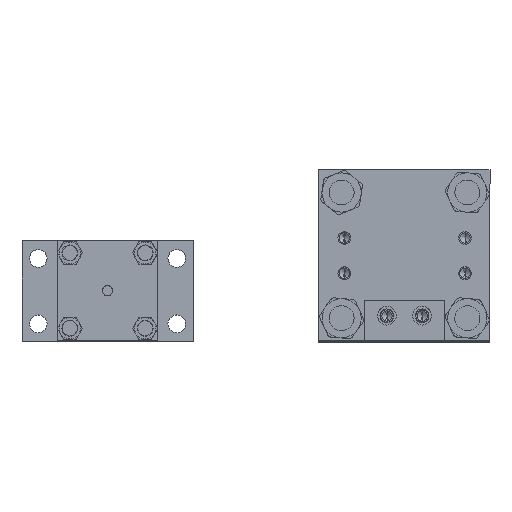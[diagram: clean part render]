
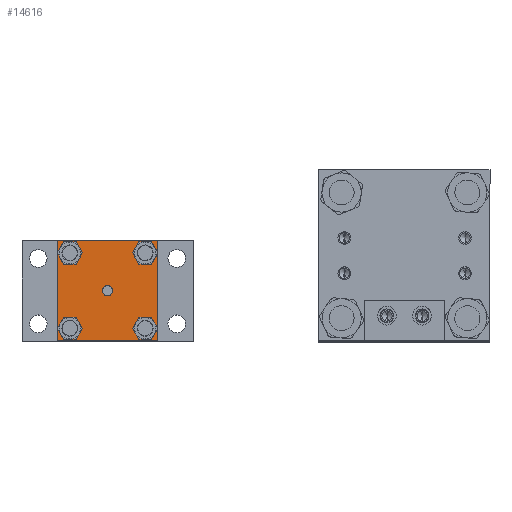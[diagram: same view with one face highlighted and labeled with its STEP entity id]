
A CAD part, top view. The second image highlights one B-rep face of the part: STEP entity #14616.
In plain terms, the highlighted planar face has unit normal (0, 0, 1).
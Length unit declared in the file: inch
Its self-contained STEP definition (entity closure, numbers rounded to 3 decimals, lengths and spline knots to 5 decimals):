
#88 = CIRCLE ( 'NONE', #11553, 0.188 ) ;
#393 = ORIENTED_EDGE ( 'NONE', *, *, #12084, .F. ) ;
#436 = VERTEX_POINT ( 'NONE', #5288 ) ;
#488 = CARTESIAN_POINT ( 'NONE',  ( 4.64946, 7.07806, 0.5 ) ) ;
#741 = DIRECTION ( 'NONE',  ( 0., 0., 1. ) ) ;
#812 = EDGE_CURVE ( 'NONE', #3464, #11168, #12486, .T. ) ;
#823 = EDGE_LOOP ( 'NONE', ( #1959, #3323 ) ) ;
#1229 = DIRECTION ( 'NONE',  ( 1., 0., 0. ) ) ;
#1260 = CARTESIAN_POINT ( 'NONE',  ( 5.89946, 9.57806, 0.5 ) ) ;
#1329 = VERTEX_POINT ( 'NONE', #11407 ) ;
#1440 = DIRECTION ( 'NONE',  ( 0., 0., 1. ) ) ;
#1492 = VERTEX_POINT ( 'NONE', #3378 ) ;
#1518 = DIRECTION ( 'NONE',  ( 1., 0., 0. ) ) ;
#1745 = VERTEX_POINT ( 'NONE', #9581 ) ;
#1760 = ORIENTED_EDGE ( 'NONE', *, *, #13803, .F. ) ;
#1959 = ORIENTED_EDGE ( 'NONE', *, *, #3646, .F. ) ;
#1993 = CIRCLE ( 'NONE', #7020, 0.188 ) ;
#2061 = ORIENTED_EDGE ( 'NONE', *, *, #812, .F. ) ;
#2065 = DIRECTION ( 'NONE',  ( 0., 0., 1. ) ) ;
#2120 = VECTOR ( 'NONE', #6214, 39.37008 ) ;
#2411 = CARTESIAN_POINT ( 'NONE',  ( 7.02246, 7.39306, 0.5 ) ) ;
#2505 = CIRCLE ( 'NONE', #3516, 0.188 ) ;
#2526 = AXIS2_PLACEMENT_3D ( 'NONE', #8520, #6183, #14702 ) ;
#2684 = CARTESIAN_POINT ( 'NONE',  ( 6.83446, 7.39306, 0.5 ) ) ;
#2701 = CIRCLE ( 'NONE', #12288, 0.188 ) ;
#2971 = DIRECTION ( 'NONE',  ( 0., -1., 0. ) ) ;
#3109 = EDGE_CURVE ( 'NONE', #11168, #3464, #7309, .T. ) ;
#3166 = CIRCLE ( 'NONE', #6996, 0.188 ) ;
#3323 = ORIENTED_EDGE ( 'NONE', *, *, #10871, .F. ) ;
#3378 = CARTESIAN_POINT ( 'NONE',  ( 4.77646, 7.39306, 0.5 ) ) ;
#3391 = LINE ( 'NONE', #8291, #4132 ) ;
#3464 = VERTEX_POINT ( 'NONE', #8719 ) ;
#3474 = ORIENTED_EDGE ( 'NONE', *, *, #4848, .F. ) ;
#3492 = AXIS2_PLACEMENT_3D ( 'NONE', #14116, #5559, #9258 ) ;
#3516 = AXIS2_PLACEMENT_3D ( 'NONE', #7625, #8847, #6295 ) ;
#3585 = DIRECTION ( 'NONE',  ( 0., 0., 1. ) ) ;
#3646 = EDGE_CURVE ( 'NONE', #9906, #10352, #3166, .T. ) ;
#3722 = DIRECTION ( 'NONE',  ( 1., 0., 0. ) ) ;
#3765 = ORIENTED_EDGE ( 'NONE', *, *, #5444, .F. ) ;
#3945 = ORIENTED_EDGE ( 'NONE', *, *, #13688, .T. ) ;
#4038 = VERTEX_POINT ( 'NONE', #2411 ) ;
#4066 = ORIENTED_EDGE ( 'NONE', *, *, #4797, .F. ) ;
#4132 = VECTOR ( 'NONE', #2971, 39.37008 ) ;
#4264 = CARTESIAN_POINT ( 'NONE',  ( 5.77291, 8.32806, 0.5 ) ) ;
#4307 = FACE_BOUND ( 'NONE', #12381, .T. ) ;
#4612 = VECTOR ( 'NONE', #3722, 39.37008 ) ;
#4743 = EDGE_CURVE ( 'NONE', #1492, #9356, #1993, .T. ) ;
#4797 = EDGE_CURVE ( 'NONE', #1329, #436, #7272, .T. ) ;
#4848 = EDGE_CURVE ( 'NONE', #1745, #11817, #13402, .T. ) ;
#4908 = AXIS2_PLACEMENT_3D ( 'NONE', #7454, #1440, #12516 ) ;
#4958 = CARTESIAN_POINT ( 'NONE',  ( 6.83446, 9.26306, 0.5 ) ) ;
#5014 = CARTESIAN_POINT ( 'NONE',  ( 4.96446, 7.39306, 0.5 ) ) ;
#5092 = DIRECTION ( 'NONE',  ( 0., 0., 1. ) ) ;
#5273 = CARTESIAN_POINT ( 'NONE',  ( 5.15246, 7.39306, 0.5 ) ) ;
#5288 = CARTESIAN_POINT ( 'NONE',  ( 4.77646, 9.26306, 0.5 ) ) ;
#5317 = PLANE ( 'NONE',  #15345 ) ;
#5444 = EDGE_CURVE ( 'NONE', #6815, #1745, #8025, .T. ) ;
#5559 = DIRECTION ( 'NONE',  ( 0., 0., 1. ) ) ;
#5632 = FACE_BOUND ( 'NONE', #9755, .T. ) ;
#5768 = DIRECTION ( 'NONE',  ( 1., 0., 0. ) ) ;
#6183 = DIRECTION ( 'NONE',  ( 0., 0., 1. ) ) ;
#6210 = CARTESIAN_POINT ( 'NONE',  ( 7.02246, 9.26306, 0.5 ) ) ;
#6214 = DIRECTION ( 'NONE',  ( 1., 0., 0. ) ) ;
#6295 = DIRECTION ( 'NONE',  ( 1., 0., 0. ) ) ;
#6520 = ORIENTED_EDGE ( 'NONE', *, *, #3109, .F. ) ;
#6815 = VERTEX_POINT ( 'NONE', #8443 ) ;
#6920 = CARTESIAN_POINT ( 'NONE',  ( 6.64646, 9.26306, 0.5 ) ) ;
#6996 = AXIS2_PLACEMENT_3D ( 'NONE', #13794, #12672, #14989 ) ;
#7020 = AXIS2_PLACEMENT_3D ( 'NONE', #5014, #8670, #14746 ) ;
#7272 = CIRCLE ( 'NONE', #4908, 0.188 ) ;
#7309 = CIRCLE ( 'NONE', #3492, 0.12655 ) ;
#7454 = CARTESIAN_POINT ( 'NONE',  ( 4.96446, 9.26306, 0.5 ) ) ;
#7503 = DIRECTION ( 'NONE',  ( 0., -1., 0. ) ) ;
#7625 = CARTESIAN_POINT ( 'NONE',  ( 6.83446, 7.39306, 0.5 ) ) ;
#7793 = EDGE_CURVE ( 'NONE', #10155, #11817, #9521, .T. ) ;
#8025 = LINE ( 'NONE', #1260, #4612 ) ;
#8291 = CARTESIAN_POINT ( 'NONE',  ( 4.64946, 5.57249, 0.5 ) ) ;
#8443 = CARTESIAN_POINT ( 'NONE',  ( 4.64946, 9.57806, 0.5 ) ) ;
#8520 = CARTESIAN_POINT ( 'NONE',  ( 4.96446, 7.39306, 0.5 ) ) ;
#8606 = VERTEX_POINT ( 'NONE', #11268 ) ;
#8629 = CARTESIAN_POINT ( 'NONE',  ( 7.14946, 5.57249, 0.5 ) ) ;
#8670 = DIRECTION ( 'NONE',  ( 0., 0., 1. ) ) ;
#8719 = CARTESIAN_POINT ( 'NONE',  ( 6.02601, 8.32806, 0.5 ) ) ;
#8847 = DIRECTION ( 'NONE',  ( 0., 0., 1. ) ) ;
#9242 = FACE_BOUND ( 'NONE', #13188, .T. ) ;
#9258 = DIRECTION ( 'NONE',  ( 1., 0., 0. ) ) ;
#9356 = VERTEX_POINT ( 'NONE', #5273 ) ;
#9521 = LINE ( 'NONE', #12316, #2120 ) ;
#9581 = CARTESIAN_POINT ( 'NONE',  ( 7.14946, 9.57806, 0.5 ) ) ;
#9623 = FACE_BOUND ( 'NONE', #11369, .T. ) ;
#9755 = EDGE_LOOP ( 'NONE', ( #4066, #11696 ) ) ;
#9906 = VERTEX_POINT ( 'NONE', #6210 ) ;
#10155 = VERTEX_POINT ( 'NONE', #488 ) ;
#10256 = DIRECTION ( 'NONE',  ( 1., 0., 0. ) ) ;
#10352 = VERTEX_POINT ( 'NONE', #6920 ) ;
#10390 = FACE_BOUND ( 'NONE', #823, .T. ) ;
#10587 = CARTESIAN_POINT ( 'NONE',  ( 5.89946, 8.32806, 0.5 ) ) ;
#10821 = EDGE_CURVE ( 'NONE', #436, #1329, #13167, .T. ) ;
#10871 = EDGE_CURVE ( 'NONE', #10352, #9906, #88, .T. ) ;
#10979 = EDGE_LOOP ( 'NONE', ( #3765, #3945, #12790, #3474 ) ) ;
#11059 = ORIENTED_EDGE ( 'NONE', *, *, #11674, .F. ) ;
#11168 = VERTEX_POINT ( 'NONE', #4264 ) ;
#11268 = CARTESIAN_POINT ( 'NONE',  ( 6.64646, 7.39306, 0.5 ) ) ;
#11369 = EDGE_LOOP ( 'NONE', ( #1760, #12274 ) ) ;
#11407 = CARTESIAN_POINT ( 'NONE',  ( 5.15246, 9.26306, 0.5 ) ) ;
#11553 = AXIS2_PLACEMENT_3D ( 'NONE', #4958, #3585, #1229 ) ;
#11674 = EDGE_CURVE ( 'NONE', #4038, #8606, #2701, .T. ) ;
#11696 = ORIENTED_EDGE ( 'NONE', *, *, #10821, .F. ) ;
#11817 = VERTEX_POINT ( 'NONE', #12768 ) ;
#11983 = CARTESIAN_POINT ( 'NONE',  ( 4.96446, 9.26306, 0.5 ) ) ;
#12084 = EDGE_CURVE ( 'NONE', #8606, #4038, #2505, .T. ) ;
#12274 = ORIENTED_EDGE ( 'NONE', *, *, #4743, .F. ) ;
#12288 = AXIS2_PLACEMENT_3D ( 'NONE', #2684, #5092, #1518 ) ;
#12312 = DIRECTION ( 'NONE',  ( 0., 0., 1. ) ) ;
#12316 = CARTESIAN_POINT ( 'NONE',  ( 5.89946, 7.07806, 0.5 ) ) ;
#12381 = EDGE_LOOP ( 'NONE', ( #11059, #393 ) ) ;
#12486 = CIRCLE ( 'NONE', #13638, 0.12655 ) ;
#12516 = DIRECTION ( 'NONE',  ( 1., 0., 0. ) ) ;
#12672 = DIRECTION ( 'NONE',  ( 0., 0., 1. ) ) ;
#12768 = CARTESIAN_POINT ( 'NONE',  ( 7.14946, 7.07806, 0.5 ) ) ;
#12772 = DIRECTION ( 'NONE',  ( 1., 0., 0. ) ) ;
#12774 = CARTESIAN_POINT ( 'NONE',  ( 5.89946, 5.57249, 0.5 ) ) ;
#12790 = ORIENTED_EDGE ( 'NONE', *, *, #7793, .T. ) ;
#13167 = CIRCLE ( 'NONE', #14491, 0.188 ) ;
#13188 = EDGE_LOOP ( 'NONE', ( #6520, #2061 ) ) ;
#13266 = FACE_OUTER_BOUND ( 'NONE', #10979, .T. ) ;
#13402 = LINE ( 'NONE', #8629, #15278 ) ;
#13638 = AXIS2_PLACEMENT_3D ( 'NONE', #10587, #2065, #5768 ) ;
#13688 = EDGE_CURVE ( 'NONE', #6815, #10155, #3391, .T. ) ;
#13794 = CARTESIAN_POINT ( 'NONE',  ( 6.83446, 9.26306, 0.5 ) ) ;
#13803 = EDGE_CURVE ( 'NONE', #9356, #1492, #14603, .T. ) ;
#14116 = CARTESIAN_POINT ( 'NONE',  ( 5.89946, 8.32806, 0.5 ) ) ;
#14491 = AXIS2_PLACEMENT_3D ( 'NONE', #11983, #12312, #12772 ) ;
#14603 = CIRCLE ( 'NONE', #2526, 0.188 ) ;
#14616 = ADVANCED_FACE ( 'NONE', ( #4307, #10390, #5632, #9623, #13266, #9242 ), #5317, .T. ) ;
#14702 = DIRECTION ( 'NONE',  ( 1., 0., 0. ) ) ;
#14746 = DIRECTION ( 'NONE',  ( 1., 0., 0. ) ) ;
#14989 = DIRECTION ( 'NONE',  ( 1., 0., 0. ) ) ;
#15278 = VECTOR ( 'NONE', #7503, 39.37008 ) ;
#15345 = AXIS2_PLACEMENT_3D ( 'NONE', #12774, #741, #10256 ) ;
